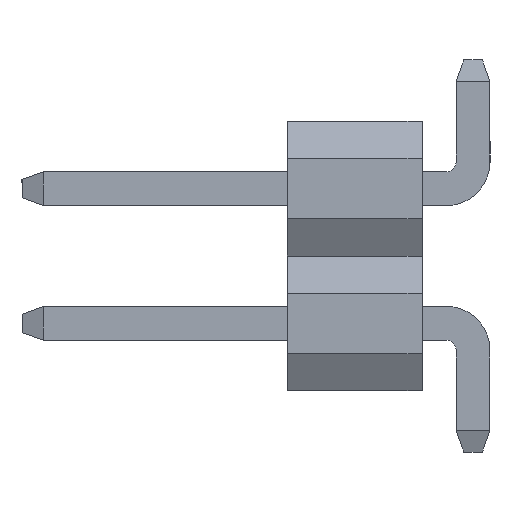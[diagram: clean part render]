
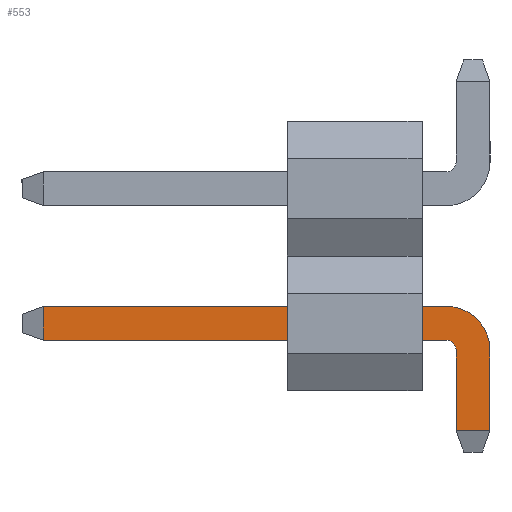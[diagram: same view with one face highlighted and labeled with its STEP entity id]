
A CAD part, left-side view. The second image highlights one B-rep face of the part: STEP entity #553.
In plain terms, the highlighted planar face has unit normal (-1, 0, 0).
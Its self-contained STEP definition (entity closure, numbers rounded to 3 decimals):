
#80=CIRCLE('',#597,0.82);
#81=CIRCLE('',#599,0.18);
#89=FACE_OUTER_BOUND('',#117,.T.);
#117=EDGE_LOOP('',(#381,#382,#383,#384,#385,#386,#387,#388));
#143=LINE('',#810,#203);
#145=LINE('',#815,#205);
#151=LINE('',#835,#211);
#152=LINE('',#837,#212);
#153=LINE('',#838,#213);
#154=LINE('',#839,#214);
#203=VECTOR('',#649,1000.);
#205=VECTOR('',#653,1000.);
#211=VECTOR('',#673,1000.);
#212=VECTOR('',#674,1000.);
#213=VECTOR('',#675,1000.);
#214=VECTOR('',#676,1000.);
#263=VERTEX_POINT('',#807);
#264=VERTEX_POINT('',#809);
#265=VERTEX_POINT('',#813);
#266=VERTEX_POINT('',#814);
#269=VERTEX_POINT('',#822);
#272=VERTEX_POINT('',#829);
#273=VERTEX_POINT('',#834);
#274=VERTEX_POINT('',#836);
#303=EDGE_CURVE('',#264,#263,#143,.T.);
#305=EDGE_CURVE('',#265,#266,#145,.T.);
#311=EDGE_CURVE('',#269,#264,#80,.T.);
#313=EDGE_CURVE('',#272,#265,#81,.T.);
#315=EDGE_CURVE('',#272,#273,#151,.T.);
#316=EDGE_CURVE('',#273,#274,#152,.T.);
#317=EDGE_CURVE('',#269,#274,#153,.T.);
#318=EDGE_CURVE('',#263,#266,#154,.T.);
#381=ORIENTED_EDGE('',*,*,#315,.T.);
#382=ORIENTED_EDGE('',*,*,#316,.T.);
#383=ORIENTED_EDGE('',*,*,#317,.F.);
#384=ORIENTED_EDGE('',*,*,#311,.T.);
#385=ORIENTED_EDGE('',*,*,#303,.T.);
#386=ORIENTED_EDGE('',*,*,#318,.T.);
#387=ORIENTED_EDGE('',*,*,#305,.F.);
#388=ORIENTED_EDGE('',*,*,#313,.F.);
#495=PLANE('',#601);
#553=ADVANCED_FACE('',(#89),#495,.F.);
#597=AXIS2_PLACEMENT_3D('',#826,#662,#663);
#599=AXIS2_PLACEMENT_3D('',#831,#667,#668);
#601=AXIS2_PLACEMENT_3D('',#833,#671,#672);
#649=DIRECTION('',(0.,1.,0.));
#653=DIRECTION('',(0.,1.,0.));
#662=DIRECTION('center_axis',(-1.,0.,0.));
#663=DIRECTION('ref_axis',(0.,0.,1.));
#667=DIRECTION('center_axis',(-1.,0.,0.));
#668=DIRECTION('ref_axis',(0.,0.,1.));
#671=DIRECTION('center_axis',(1.,0.,0.));
#672=DIRECTION('ref_axis',(0.,1.,0.));
#673=DIRECTION('',(0.,0.,-1.));
#674=DIRECTION('',(0.,-1.,0.));
#675=DIRECTION('',(0.,0.,-1.));
#676=DIRECTION('',(0.,0.,-1.));
#807=CARTESIAN_POINT('',(-0.32,2.74,2.744));
#809=CARTESIAN_POINT('',(-0.32,-4.86,2.744));
#810=CARTESIAN_POINT('',(-0.32,-4.86,2.744));
#813=CARTESIAN_POINT('',(-0.32,-4.86,2.104));
#814=CARTESIAN_POINT('',(-0.32,2.74,2.104));
#815=CARTESIAN_POINT('',(-0.32,-4.86,2.104));
#822=CARTESIAN_POINT('',(-0.32,-5.68,1.924));
#826=CARTESIAN_POINT('Origin',(-0.32,-4.86,1.924));
#829=CARTESIAN_POINT('',(-0.32,-5.04,1.924));
#831=CARTESIAN_POINT('Origin',(-0.32,-4.86,1.924));
#833=CARTESIAN_POINT('Origin',(-0.32,-5.04,1.924));
#834=CARTESIAN_POINT('',(-0.32,-5.04,0.4));
#835=CARTESIAN_POINT('',(-0.32,-5.04,1.924));
#836=CARTESIAN_POINT('',(-0.32,-5.68,0.4));
#837=CARTESIAN_POINT('',(-0.32,-5.68,0.4));
#838=CARTESIAN_POINT('',(-0.32,-5.68,1.924));
#839=CARTESIAN_POINT('',(-0.32,2.74,1.924));
